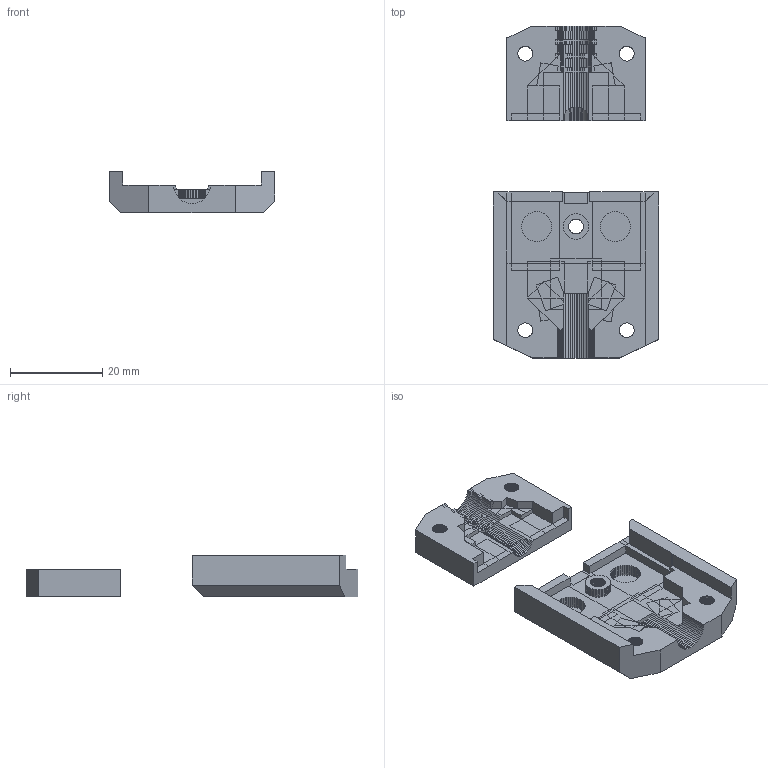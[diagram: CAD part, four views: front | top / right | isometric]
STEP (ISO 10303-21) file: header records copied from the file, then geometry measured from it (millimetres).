
FILE_DESCRIPTION(('FreeCAD Model'),'2;1');
FILE_NAME('heatbed-cable-cover_8mm_sleeve_R3.step','2018-10-02T08:56:15',('Author'),(''), 'Open CASCADE STEP processor 6.8','FreeCAD','Unknown');
FILE_SCHEMA(('AUTOMOTIVE_DESIGN { 1 0 10303 214 1 1 1 1 }'));
Length unit declared in the file: millimetre
Products named in the file (1): Group002
Bounding box: 36 x 72 x 9 mm (x, y, z)
Volume: 7643.2 mm3; surface area: 6155 mm2
Topology: 2 solids, 2 shells, 1122 faces, 3195 edges, 2080 vertices
Faces by surface type: plane 1004, bspline 118
Entity records: 47013 total; most frequent: CARTESIAN_POINT 18670, ORIENTED_EDGE 6390, DIRECTION 4969, EDGE_CURVE 3195, LINE 2959, VECTOR 2959, VERTEX_POINT 2080, FACE_BOUND 1135
